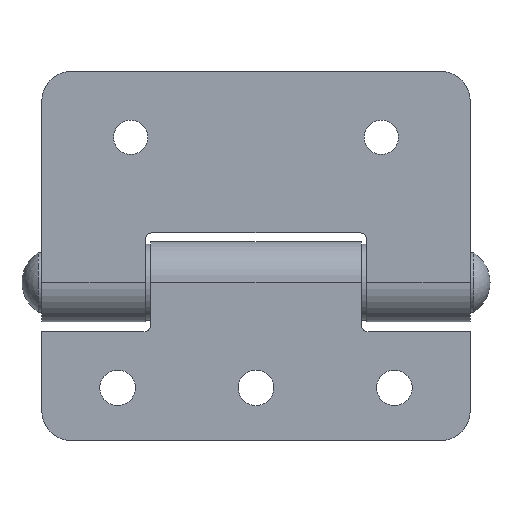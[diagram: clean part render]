
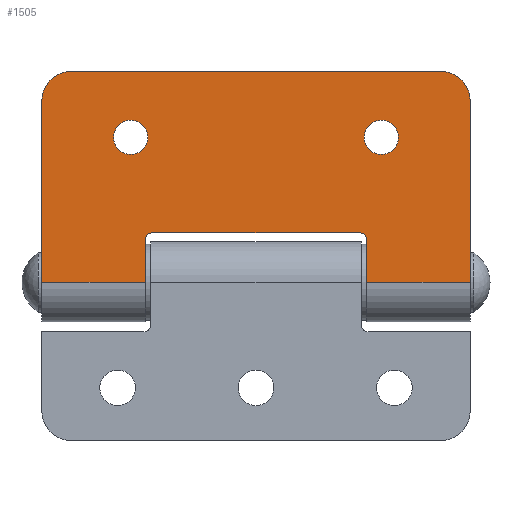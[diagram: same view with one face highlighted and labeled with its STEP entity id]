
A CAD part, front view. The second image highlights one B-rep face of the part: STEP entity #1505.
In plain terms, the highlighted planar face has unit normal (0, -1, 0).
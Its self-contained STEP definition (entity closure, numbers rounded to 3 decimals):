
#1364 = EDGE_CURVE ( 'NONE', #1429, #1575, #2198, .T. ) ;
#1371 = EDGE_CURVE ( 'NONE', #1372, #1396, #2317, .T. ) ;
#1372 = VERTEX_POINT ( 'NONE', #2312 ) ;
#1395 = VERTEX_POINT ( 'NONE', #2266 ) ;
#1396 = VERTEX_POINT ( 'NONE', #2265 ) ;
#1427 = EDGE_CURVE ( 'NONE', #1483, #1607, #2483, .T. ) ;
#1428 = EDGE_CURVE ( 'NONE', #1517, #1429, #2516, .T. ) ;
#1429 = VERTEX_POINT ( 'NONE', #2449 ) ;
#1430 = VERTEX_POINT ( 'NONE', #2478 ) ;
#1432 = ORIENTED_EDGE ( 'NONE', *, *, #1433, .F. ) ;
#1433 = EDGE_CURVE ( 'NONE', #1430, #1517, #2477, .T. ) ;
#1434 = ORIENTED_EDGE ( 'NONE', *, *, #1612, .F. ) ;
#1435 = VERTEX_POINT ( 'NONE', #2414 ) ;
#1438 = ORIENTED_EDGE ( 'NONE', *, *, #1439, .T. ) ;
#1439 = EDGE_CURVE ( 'NONE', #1533, #1395, #2411, .T. ) ;
#1440 = ORIENTED_EDGE ( 'NONE', *, *, #1532, .T. ) ;
#1441 = ORIENTED_EDGE ( 'NONE', *, *, #1442, .T. ) ;
#1442 = EDGE_CURVE ( 'NONE', #1396, #1372, #2524, .T. ) ;
#1443 = ORIENTED_EDGE ( 'NONE', *, *, #1371, .T. ) ;
#1457 = EDGE_LOOP ( 'NONE', ( #1438, #1440 ) ) ;
#1464 = VERTEX_POINT ( 'NONE', #2537 ) ;
#1481 = EDGE_CURVE ( 'NONE', #1482, #1483, #2629, .T. ) ;
#1482 = VERTEX_POINT ( 'NONE', #2622 ) ;
#1483 = VERTEX_POINT ( 'NONE', #2621 ) ;
#1485 = EDGE_CURVE ( 'NONE', #1607, #1497, #2620, .T. ) ;
#1486 = ORIENTED_EDGE ( 'NONE', *, *, #1496, .F. ) ;
#1487 = ORIENTED_EDGE ( 'NONE', *, *, #1535, .F. ) ;
#1488 = VERTEX_POINT ( 'NONE', #2616 ) ;
#1494 = VERTEX_POINT ( 'NONE', #2608 ) ;
#1496 = EDGE_CURVE ( 'NONE', #1494, #1497, #2607, .T. ) ;
#1497 = VERTEX_POINT ( 'NONE', #2603 ) ;
#1505 = ADVANCED_FACE ( 'NONE', ( #2576, #2575, #2574 ), #2581, .F. ) ;
#1506 = EDGE_LOOP ( 'NONE', ( #1441, #1443 ) ) ;
#1510 = EDGE_CURVE ( 'NONE', #1464, #1482, #2471, .T. ) ;
#1511 = ORIENTED_EDGE ( 'NONE', *, *, #1481, .T. ) ;
#1512 = ORIENTED_EDGE ( 'NONE', *, *, #1427, .T. ) ;
#1515 = EDGE_LOOP ( 'NONE', ( #1516, #1432, #1434, #1613, #1541, #1511, #1512, #1608, #1486, #1487, #1536, #1576 ) ) ;
#1516 = ORIENTED_EDGE ( 'NONE', *, *, #1428, .F. ) ;
#1517 = VERTEX_POINT ( 'NONE', #2461 ) ;
#1532 = EDGE_CURVE ( 'NONE', #1395, #1533, #2434, .T. ) ;
#1533 = VERTEX_POINT ( 'NONE', #2429 ) ;
#1535 = EDGE_CURVE ( 'NONE', #1488, #1494, #2137, .T. ) ;
#1536 = ORIENTED_EDGE ( 'NONE', *, *, #1574, .F. ) ;
#1541 = ORIENTED_EDGE ( 'NONE', *, *, #1510, .T. ) ;
#1574 = EDGE_CURVE ( 'NONE', #1575, #1488, #2701, .T. ) ;
#1575 = VERTEX_POINT ( 'NONE', #2691 ) ;
#1576 = ORIENTED_EDGE ( 'NONE', *, *, #1364, .F. ) ;
#1607 = VERTEX_POINT ( 'NONE', #2790 ) ;
#1608 = ORIENTED_EDGE ( 'NONE', *, *, #1485, .T. ) ;
#1612 = EDGE_CURVE ( 'NONE', #1435, #1430, #2784, .T. ) ;
#1613 = ORIENTED_EDGE ( 'NONE', *, *, #1614, .F. ) ;
#1614 = EDGE_CURVE ( 'NONE', #1464, #1435, #2780, .T. ) ;
#2137 = LINE ( 'NONE', #2681, #2648 ) ;
#2195 = DIRECTION ( 'NONE',  ( -1., 0., 0. ) ) ;
#2196 = VECTOR ( 'NONE', #2195, 1000. ) ;
#2197 = CARTESIAN_POINT ( 'NONE',  ( -15.8, -6., 7.5 ) ) ;
#2198 = LINE ( 'NONE', #2197, #2196 ) ;
#2265 = CARTESIAN_POINT ( 'NONE',  ( 19., -6., 24.6 ) ) ;
#2266 = CARTESIAN_POINT ( 'NONE',  ( -19., -6., 19.4 ) ) ;
#2312 = CARTESIAN_POINT ( 'NONE',  ( 19., -6., 19.4 ) ) ;
#2313 = DIRECTION ( 'NONE',  ( 0., 0., 1. ) ) ;
#2314 = DIRECTION ( 'NONE',  ( 0., 1., 0. ) ) ;
#2315 = CARTESIAN_POINT ( 'NONE',  ( 19., -6., 22. ) ) ;
#2316 = AXIS2_PLACEMENT_3D ( 'NONE', #2315, #2314, #2313 ) ;
#2317 = CIRCLE ( 'NONE', #2316, 2.6 ) ;
#2402 = CARTESIAN_POINT ( 'NONE',  ( 16.8, -6., 6.5 ) ) ;
#2409 = CARTESIAN_POINT ( 'NONE',  ( -19., -6., 22. ) ) ;
#2410 = AXIS2_PLACEMENT_3D ( 'NONE', #2409, #2526, #2525 ) ;
#2411 = CIRCLE ( 'NONE', #2410, 2.6 ) ;
#2412 = CARTESIAN_POINT ( 'NONE',  ( 19., -6., 22. ) ) ;
#2414 = CARTESIAN_POINT ( 'NONE',  ( 32.5, -6., 0. ) ) ;
#2415 = DIRECTION ( 'NONE',  ( 0., 0., 1. ) ) ;
#2416 = VECTOR ( 'NONE', #2415, 1000. ) ;
#2429 = CARTESIAN_POINT ( 'NONE',  ( -19., -6., 24.6 ) ) ;
#2430 = DIRECTION ( 'NONE',  ( 0., 0., 1. ) ) ;
#2431 = DIRECTION ( 'NONE',  ( 0., 1., 0. ) ) ;
#2432 = CARTESIAN_POINT ( 'NONE',  ( -19., -6., 22. ) ) ;
#2433 = AXIS2_PLACEMENT_3D ( 'NONE', #2432, #2431, #2430 ) ;
#2434 = CIRCLE ( 'NONE', #2433, 2.6 ) ;
#2449 = CARTESIAN_POINT ( 'NONE',  ( 15.8, -6., 7.5 ) ) ;
#2450 = DIRECTION ( 'NONE',  ( 0., 0., -1. ) ) ;
#2451 = DIRECTION ( 'NONE',  ( 0., -1., 0. ) ) ;
#2452 = CARTESIAN_POINT ( 'NONE',  ( 15.8, -6., 6.5 ) ) ;
#2453 = AXIS2_PLACEMENT_3D ( 'NONE', #2452, #2451, #2450 ) ;
#2461 = CARTESIAN_POINT ( 'NONE',  ( 16.8, -6., 6.5 ) ) ;
#2468 = DIRECTION ( 'NONE',  ( 0., 0., 1. ) ) ;
#2469 = DIRECTION ( 'NONE',  ( 0., -1., 0. ) ) ;
#2470 = AXIS2_PLACEMENT_3D ( 'NONE', #2564, #2469, #2468 ) ;
#2471 = CIRCLE ( 'NONE', #2470, 4.5 ) ;
#2477 = LINE ( 'NONE', #2402, #2416 ) ;
#2478 = CARTESIAN_POINT ( 'NONE',  ( 16.8, -6., 0. ) ) ;
#2483 = CIRCLE ( 'NONE', #2520, 4.5 ) ;
#2516 = CIRCLE ( 'NONE', #2453, 1. ) ;
#2517 = DIRECTION ( 'NONE',  ( 0., 0., 1. ) ) ;
#2518 = DIRECTION ( 'NONE',  ( 0., -1., 0. ) ) ;
#2519 = CARTESIAN_POINT ( 'NONE',  ( -28., -6., 27.5 ) ) ;
#2520 = AXIS2_PLACEMENT_3D ( 'NONE', #2519, #2518, #2517 ) ;
#2521 = DIRECTION ( 'NONE',  ( 0., 0., 1. ) ) ;
#2522 = DIRECTION ( 'NONE',  ( 0., 1., 0. ) ) ;
#2523 = AXIS2_PLACEMENT_3D ( 'NONE', #2412, #2522, #2521 ) ;
#2524 = CIRCLE ( 'NONE', #2523, 2.6 ) ;
#2525 = DIRECTION ( 'NONE',  ( 0., 0., 1. ) ) ;
#2526 = DIRECTION ( 'NONE',  ( 0., 1., 0. ) ) ;
#2537 = CARTESIAN_POINT ( 'NONE',  ( 32.5, -6., 27.5 ) ) ;
#2564 = CARTESIAN_POINT ( 'NONE',  ( 28., -6., 27.5 ) ) ;
#2570 = DIRECTION ( 'NONE',  ( 0., 0., 1. ) ) ;
#2571 = DIRECTION ( 'NONE',  ( 0., 1., 0. ) ) ;
#2572 = CARTESIAN_POINT ( 'NONE',  ( 32.5, -6., 0. ) ) ;
#2573 = AXIS2_PLACEMENT_3D ( 'NONE', #2572, #2571, #2570 ) ;
#2574 = FACE_OUTER_BOUND ( 'NONE', #1515, .T. ) ;
#2575 = FACE_BOUND ( 'NONE', #1457, .T. ) ;
#2576 = FACE_BOUND ( 'NONE', #1506, .T. ) ;
#2581 = PLANE ( 'NONE',  #2573 ) ;
#2603 = CARTESIAN_POINT ( 'NONE',  ( -32.5, -6., 0. ) ) ;
#2604 = DIRECTION ( 'NONE',  ( -1., 0., 0. ) ) ;
#2605 = VECTOR ( 'NONE', #2604, 1000. ) ;
#2606 = CARTESIAN_POINT ( 'NONE',  ( 32.5, -6., 0. ) ) ;
#2607 = LINE ( 'NONE', #2606, #2605 ) ;
#2608 = CARTESIAN_POINT ( 'NONE',  ( -16.8, -6., 0. ) ) ;
#2616 = CARTESIAN_POINT ( 'NONE',  ( -16.8, -6., 6.5 ) ) ;
#2617 = DIRECTION ( 'NONE',  ( 0., 0., -1. ) ) ;
#2618 = VECTOR ( 'NONE', #2617, 1000. ) ;
#2619 = CARTESIAN_POINT ( 'NONE',  ( -32.5, -6., 0. ) ) ;
#2620 = LINE ( 'NONE', #2619, #2618 ) ;
#2621 = CARTESIAN_POINT ( 'NONE',  ( -28., -6., 32. ) ) ;
#2622 = CARTESIAN_POINT ( 'NONE',  ( 28., -6., 32. ) ) ;
#2623 = DIRECTION ( 'NONE',  ( -1., 0., 0. ) ) ;
#2624 = VECTOR ( 'NONE', #2623, 1000. ) ;
#2625 = CARTESIAN_POINT ( 'NONE',  ( 32.5, -6., 32. ) ) ;
#2629 = LINE ( 'NONE', #2625, #2624 ) ;
#2637 = DIRECTION ( 'NONE',  ( 0., 0., -1. ) ) ;
#2648 = VECTOR ( 'NONE', #2637, 1000. ) ;
#2681 = CARTESIAN_POINT ( 'NONE',  ( -16.8, -6., 6.5 ) ) ;
#2691 = CARTESIAN_POINT ( 'NONE',  ( -15.8, -6., 7.5 ) ) ;
#2692 = DIRECTION ( 'NONE',  ( 0., 0., 1. ) ) ;
#2693 = DIRECTION ( 'NONE',  ( 0., -1., 0. ) ) ;
#2694 = CARTESIAN_POINT ( 'NONE',  ( -15.8, -6., 6.5 ) ) ;
#2695 = AXIS2_PLACEMENT_3D ( 'NONE', #2694, #2693, #2692 ) ;
#2701 = CIRCLE ( 'NONE', #2695, 1. ) ;
#2777 = DIRECTION ( 'NONE',  ( 0., 0., -1. ) ) ;
#2778 = VECTOR ( 'NONE', #2777, 1000. ) ;
#2779 = CARTESIAN_POINT ( 'NONE',  ( 32.5, -6., 0. ) ) ;
#2780 = LINE ( 'NONE', #2779, #2778 ) ;
#2781 = DIRECTION ( 'NONE',  ( -1., 0., 0. ) ) ;
#2782 = VECTOR ( 'NONE', #2781, 1000. ) ;
#2783 = CARTESIAN_POINT ( 'NONE',  ( 32.5, -6., 0. ) ) ;
#2784 = LINE ( 'NONE', #2783, #2782 ) ;
#2790 = CARTESIAN_POINT ( 'NONE',  ( -32.5, -6., 27.5 ) ) ;
